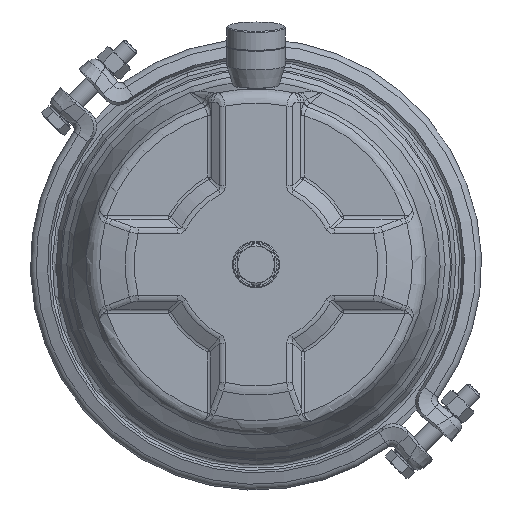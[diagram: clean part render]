
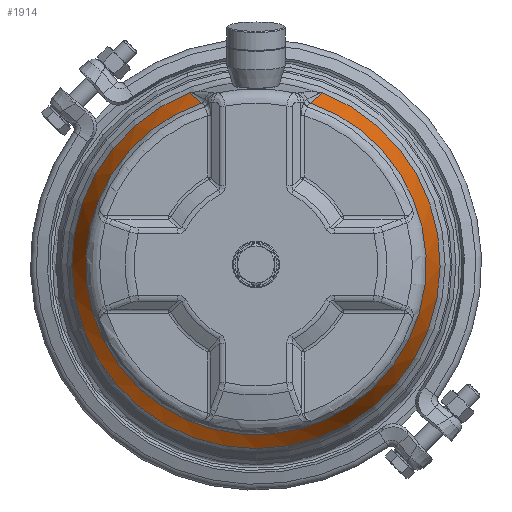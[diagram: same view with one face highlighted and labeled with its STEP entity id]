
A CAD part, left-side view. The second image highlights one B-rep face of the part: STEP entity #1914.
In plain terms, the highlighted conical face has half-angle 20.072 degrees and reference radius 94.243 mm.
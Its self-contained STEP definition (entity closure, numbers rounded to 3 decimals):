
#1914 = ADVANCED_FACE( '', ( #4062 ), #4063, .T. );
#4062 = FACE_OUTER_BOUND( '', #23107, .T. );
#4063 = CONICAL_SURFACE( '', #23108, 94.243, 0.35 );
#23107 = EDGE_LOOP( '', ( #30786, #30787, #30788, #30789 ) );
#23108 = AXIS2_PLACEMENT_3D( '', #30790, #30791, #30792 );
#30786 = ORIENTED_EDGE( '', *, *, #32370, .T. );
#30787 = ORIENTED_EDGE( '', *, *, #33796, .T. );
#30788 = ORIENTED_EDGE( '', *, *, #33576, .F. );
#30789 = ORIENTED_EDGE( '', *, *, #33536, .F. );
#30790 = CARTESIAN_POINT( '', ( 30.03, 0., 0. ) );
#30791 = DIRECTION( '', ( 1., 0., 0. ) );
#30792 = DIRECTION( '', ( 0., 0., 1. ) );
#32370 = EDGE_CURVE( '', #35060, #35058, #35061, .T. );
#33536 = EDGE_CURVE( '', #35060, #36710, #36711, .T. );
#33576 = EDGE_CURVE( '', #36710, #36476, #36761, .T. );
#33796 = EDGE_CURVE( '', #35058, #36476, #37018, .T. );
#35058 = VERTEX_POINT( '', #41994 );
#35060 = VERTEX_POINT( '', #42009 );
#35061 = CIRCLE( '', #42010, 94.243 );
#36476 = VERTEX_POINT( '', #50084 );
#36710 = VERTEX_POINT( '', #51284 );
#36711 = B_SPLINE_CURVE_WITH_KNOTS( '', 3, ( #51285, #51286, #51287, #51288, #51289, #51290 ), .UNSPECIFIED., .F., .F., ( 4, 2, 4 ), ( 0., 0.011, 0.021 ), .UNSPECIFIED. );
#36761 = CIRCLE( '', #51566, 87.156 );
#37018 = B_SPLINE_CURVE_WITH_KNOTS( '', 3, ( #52618, #52619, #52620, #52621, #52622, #52623 ), .UNSPECIFIED., .F., .F., ( 4, 2, 4 ), ( 0., 0.011, 0.021 ), .UNSPECIFIED. );
#41994 = CARTESIAN_POINT( '', ( 30.03, -34.035, 87.883 ) );
#42009 = CARTESIAN_POINT( '', ( 30.03, 34.035, 87.883 ) );
#42010 = AXIS2_PLACEMENT_3D( '', #54309, #54310, #54311 );
#50084 = CARTESIAN_POINT( '', ( 10.632, -27.774, 82.612 ) );
#51284 = CARTESIAN_POINT( '', ( 10.632, 27.774, 82.612 ) );
#51285 = CARTESIAN_POINT( '', ( 30.03, 34.035, 87.883 ) );
#51286 = CARTESIAN_POINT( '', ( 26.793, 32.989, 87.02 ) );
#51287 = CARTESIAN_POINT( '', ( 23.559, 31.944, 86.15 ) );
#51288 = CARTESIAN_POINT( '', ( 17.093, 29.857, 84.393 ) );
#51289 = CARTESIAN_POINT( '', ( 13.861, 28.815, 83.507 ) );
#51290 = CARTESIAN_POINT( '', ( 10.632, 27.774, 82.612 ) );
#51566 = AXIS2_PLACEMENT_3D( '', #55569, #55570, #55571 );
#52618 = CARTESIAN_POINT( '', ( 30.03, -34.035, 87.883 ) );
#52619 = CARTESIAN_POINT( '', ( 26.793, -32.989, 87.02 ) );
#52620 = CARTESIAN_POINT( '', ( 23.559, -31.944, 86.15 ) );
#52621 = CARTESIAN_POINT( '', ( 17.093, -29.857, 84.393 ) );
#52622 = CARTESIAN_POINT( '', ( 13.861, -28.815, 83.507 ) );
#52623 = CARTESIAN_POINT( '', ( 10.632, -27.774, 82.612 ) );
#54309 = CARTESIAN_POINT( '', ( 30.03, 0., 0. ) );
#54310 = DIRECTION( '', ( -1., 0., 0. ) );
#54311 = DIRECTION( '', ( 0., 0., 1. ) );
#55569 = CARTESIAN_POINT( '', ( 10.632, 0., 0. ) );
#55570 = DIRECTION( '', ( -1., 0., 0. ) );
#55571 = DIRECTION( '', ( 0., 0., 1. ) );
